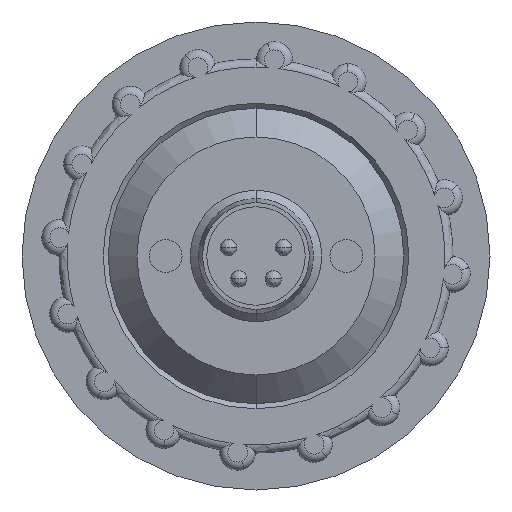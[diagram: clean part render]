
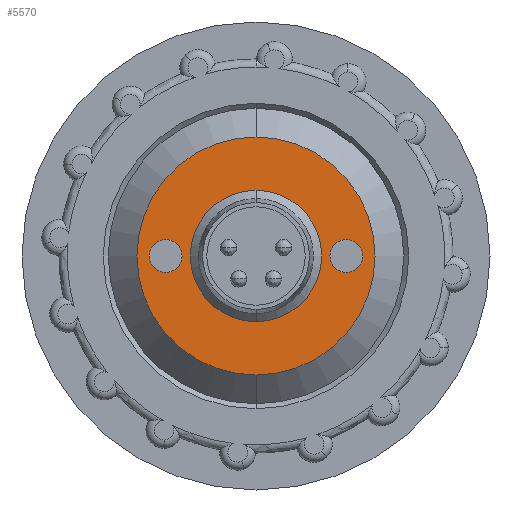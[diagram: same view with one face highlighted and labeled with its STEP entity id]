
A CAD part, front view. The second image highlights one B-rep face of the part: STEP entity #5570.
In plain terms, the highlighted planar face has unit normal (0, -1, 0).
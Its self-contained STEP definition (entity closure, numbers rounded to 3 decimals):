
#10 = DIRECTION ( 'NONE',  ( 0., 0., -1. ) ) ;
#663 = CARTESIAN_POINT ( 'NONE',  ( -7.25, -10.5, 0. ) ) ;
#800 = CIRCLE ( 'NONE', #6337, 1. ) ;
#938 = DIRECTION ( 'NONE',  ( 0., 0., -1. ) ) ;
#994 = AXIS2_PLACEMENT_3D ( 'NONE', #6100, #5508, #10 ) ;
#1073 = ORIENTED_EDGE ( 'NONE', *, *, #4430, .T. ) ;
#1341 = DIRECTION ( 'NONE',  ( 0., -1., 0. ) ) ;
#1433 = EDGE_CURVE ( 'NONE', #5525, #3152, #3092, .T. ) ;
#1548 = EDGE_LOOP ( 'NONE', ( #2918, #2936 ) ) ;
#1652 = DIRECTION ( 'NONE',  ( 0., 1., 0. ) ) ;
#1916 = DIRECTION ( 'NONE',  ( 0., -1., 0. ) ) ;
#1931 = AXIS2_PLACEMENT_3D ( 'NONE', #5877, #1916, #938 ) ;
#2283 = EDGE_CURVE ( 'NONE', #4131, #4295, #5579, .T. ) ;
#2454 = CIRCLE ( 'NONE', #1931, 7.25 ) ;
#2564 = CARTESIAN_POINT ( 'NONE',  ( -5.5, -10.5, 0. ) ) ;
#2604 = DIRECTION ( 'NONE',  ( 0., 0., -1. ) ) ;
#2663 = DIRECTION ( 'NONE',  ( 0., 0., 1. ) ) ;
#2806 = CARTESIAN_POINT ( 'NONE',  ( 0., -10.5, 7.25 ) ) ;
#2918 = ORIENTED_EDGE ( 'NONE', *, *, #2283, .F. ) ;
#2936 = ORIENTED_EDGE ( 'NONE', *, *, #6438, .F. ) ;
#3061 = CARTESIAN_POINT ( 'NONE',  ( -5.5, -10.5, 1. ) ) ;
#3092 = CIRCLE ( 'NONE', #4664, 1. ) ;
#3152 = VERTEX_POINT ( 'NONE', #3061 ) ;
#3294 = DIRECTION ( 'NONE',  ( 0., 0., -1. ) ) ;
#3295 = CARTESIAN_POINT ( 'NONE',  ( 5.5, -10.5, 0. ) ) ;
#3500 = AXIS2_PLACEMENT_3D ( 'NONE', #663, #1652, #2663 ) ;
#3511 = DIRECTION ( 'NONE',  ( 0., 0., -1. ) ) ;
#3566 = ORIENTED_EDGE ( 'NONE', *, *, #1433, .F. ) ;
#3603 = CARTESIAN_POINT ( 'NONE',  ( 5.5, -10.5, -1. ) ) ;
#3679 = CARTESIAN_POINT ( 'NONE',  ( -5.5, -10.5, -1. ) ) ;
#3726 = ORIENTED_EDGE ( 'NONE', *, *, #5876, .F. ) ;
#3755 = CARTESIAN_POINT ( 'NONE',  ( -5.5, -10.5, 0. ) ) ;
#3766 = CARTESIAN_POINT ( 'NONE',  ( 5.5, -10.5, 1. ) ) ;
#3827 = CIRCLE ( 'NONE', #994, 7.25 ) ;
#4131 = VERTEX_POINT ( 'NONE', #3603 ) ;
#4133 = FACE_OUTER_BOUND ( 'NONE', #5531, .T. ) ;
#4295 = VERTEX_POINT ( 'NONE', #3766 ) ;
#4305 = DIRECTION ( 'NONE',  ( 0., 0., -1. ) ) ;
#4430 = EDGE_CURVE ( 'NONE', #6387, #5313, #2454, .T. ) ;
#4496 = EDGE_LOOP ( 'NONE', ( #3566, #3726 ) ) ;
#4661 = CIRCLE ( 'NONE', #5376, 1. ) ;
#4664 = AXIS2_PLACEMENT_3D ( 'NONE', #3755, #5744, #3294 ) ;
#4898 = CARTESIAN_POINT ( 'NONE',  ( 0., -10.5, -7.25 ) ) ;
#4997 = ORIENTED_EDGE ( 'NONE', *, *, #5022, .T. ) ;
#5022 = EDGE_CURVE ( 'NONE', #5313, #6387, #3827, .T. ) ;
#5086 = DIRECTION ( 'NONE',  ( 0., -1., 0. ) ) ;
#5145 = FACE_BOUND ( 'NONE', #1548, .T. ) ;
#5273 = DIRECTION ( 'NONE',  ( 0., -1., 0. ) ) ;
#5285 = CARTESIAN_POINT ( 'NONE',  ( 5.5, -10.5, 0. ) ) ;
#5313 = VERTEX_POINT ( 'NONE', #2806 ) ;
#5376 = AXIS2_PLACEMENT_3D ( 'NONE', #2564, #5086, #2604 ) ;
#5508 = DIRECTION ( 'NONE',  ( 0., -1., 0. ) ) ;
#5525 = VERTEX_POINT ( 'NONE', #3679 ) ;
#5531 = EDGE_LOOP ( 'NONE', ( #4997, #1073 ) ) ;
#5570 = ADVANCED_FACE ( 'NONE', ( #6261, #5145, #4133 ), #6122, .F. ) ;
#5579 = CIRCLE ( 'NONE', #5982, 1. ) ;
#5744 = DIRECTION ( 'NONE',  ( 0., -1., 0. ) ) ;
#5876 = EDGE_CURVE ( 'NONE', #3152, #5525, #4661, .T. ) ;
#5877 = CARTESIAN_POINT ( 'NONE',  ( 0., -10.5, 0. ) ) ;
#5982 = AXIS2_PLACEMENT_3D ( 'NONE', #3295, #5273, #3511 ) ;
#6100 = CARTESIAN_POINT ( 'NONE',  ( 0., -10.5, 0. ) ) ;
#6122 = PLANE ( 'NONE',  #3500 ) ;
#6261 = FACE_BOUND ( 'NONE', #4496, .T. ) ;
#6337 = AXIS2_PLACEMENT_3D ( 'NONE', #5285, #1341, #4305 ) ;
#6387 = VERTEX_POINT ( 'NONE', #4898 ) ;
#6438 = EDGE_CURVE ( 'NONE', #4295, #4131, #800, .T. ) ;
